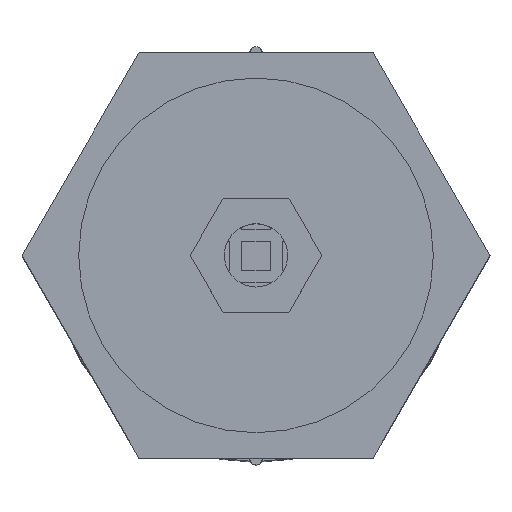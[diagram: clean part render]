
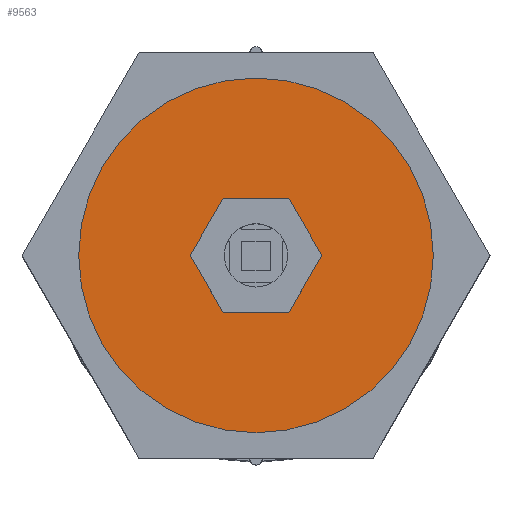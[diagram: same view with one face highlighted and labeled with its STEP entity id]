
A CAD part, top view. The second image highlights one B-rep face of the part: STEP entity #9563.
In plain terms, the highlighted face is planar.
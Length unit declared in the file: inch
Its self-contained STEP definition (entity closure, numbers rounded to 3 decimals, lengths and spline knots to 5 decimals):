
#242=FACE_BOUND('',#1125,.T.);
#413=CIRCLE('',#10163,0.5);
#418=CIRCLE('',#10171,1.75);
#642=FACE_OUTER_BOUND('',#1124,.T.);
#1124=EDGE_LOOP('',(#6516));
#1125=EDGE_LOOP('',(#6517));
#4063=VERTEX_POINT('',#13537);
#4068=VERTEX_POINT('',#13553);
#5015=EDGE_CURVE('',#4063,#4063,#413,.T.);
#5024=EDGE_CURVE('',#4068,#4068,#418,.T.);
#6516=ORIENTED_EDGE('',*,*,#5024,.F.);
#6517=ORIENTED_EDGE('',*,*,#5015,.T.);
#9144=PLANE('',#10173);
#9563=ADVANCED_FACE('',(#642,#242),#9144,.F.);
#10163=AXIS2_PLACEMENT_3D('',#13538,#11002,#11003);
#10171=AXIS2_PLACEMENT_3D('',#13555,#11022,#11023);
#10173=AXIS2_PLACEMENT_3D('',#13557,#11026,#11027);
#11002=DIRECTION('center_axis',(0.,0.,1.));
#11003=DIRECTION('ref_axis',(1.,0.,0.));
#11022=DIRECTION('center_axis',(0.,0.,1.));
#11023=DIRECTION('ref_axis',(1.,0.,0.));
#11026=DIRECTION('center_axis',(0.,0.,1.));
#11027=DIRECTION('ref_axis',(1.,0.,0.));
#13537=CARTESIAN_POINT('',(-0.5,0.,0.));
#13538=CARTESIAN_POINT('Origin',(0.,0.,0.));
#13553=CARTESIAN_POINT('',(-1.75,0.,0.));
#13555=CARTESIAN_POINT('Origin',(0.,0.,0.));
#13557=CARTESIAN_POINT('Origin',(0.,0.,0.));
